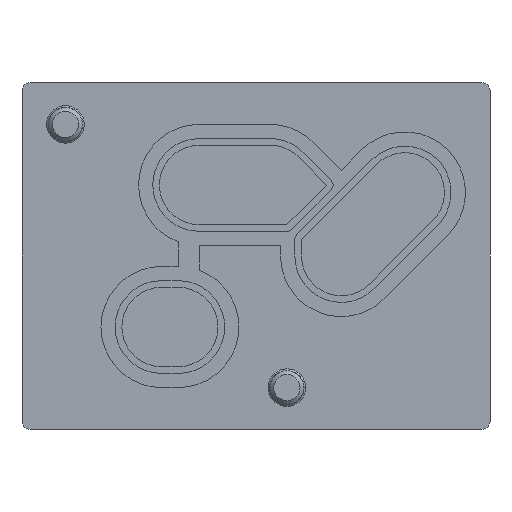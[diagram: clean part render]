
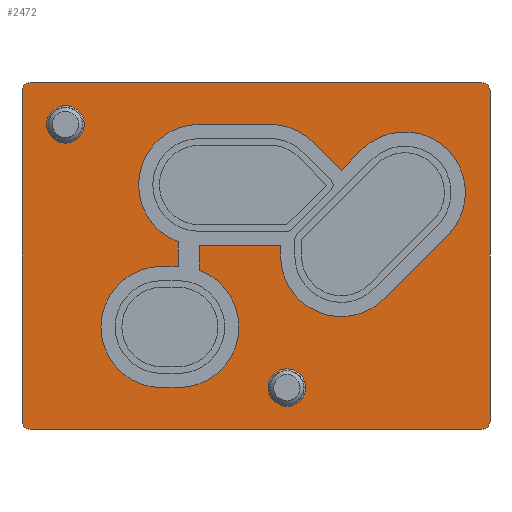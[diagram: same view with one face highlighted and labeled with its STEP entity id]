
A CAD part, front view. The second image highlights one B-rep face of the part: STEP entity #2472.
In plain terms, the highlighted face is planar.
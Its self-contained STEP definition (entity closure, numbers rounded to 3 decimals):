
#105=LINE('',#3690,#349);
#106=LINE('',#3694,#350);
#107=LINE('',#3698,#351);
#108=LINE('',#3702,#352);
#109=LINE('',#3703,#353);
#110=LINE('',#3708,#354);
#111=LINE('',#3710,#355);
#112=LINE('',#3714,#356);
#113=LINE('',#3718,#357);
#114=LINE('',#3720,#358);
#115=LINE('',#3722,#359);
#116=LINE('',#3726,#360);
#117=LINE('',#3730,#361);
#118=LINE('',#3732,#362);
#349=VECTOR('',#2925,1000.);
#350=VECTOR('',#2928,1000.);
#351=VECTOR('',#2931,1000.);
#352=VECTOR('',#2934,1000.);
#353=VECTOR('',#2935,1000.);
#354=VECTOR('',#2938,1000.);
#355=VECTOR('',#2939,1000.);
#356=VECTOR('',#2942,1000.);
#357=VECTOR('',#2945,1000.);
#358=VECTOR('',#2946,1000.);
#359=VECTOR('',#2947,1000.);
#360=VECTOR('',#2950,1000.);
#361=VECTOR('',#2953,1000.);
#362=VECTOR('',#2954,1000.);
#593=ORIENTED_EDGE('',*,*,#1315,.F.);
#594=ORIENTED_EDGE('',*,*,#1316,.F.);
#595=ORIENTED_EDGE('',*,*,#1317,.T.);
#596=ORIENTED_EDGE('',*,*,#1318,.T.);
#597=ORIENTED_EDGE('',*,*,#1319,.T.);
#598=ORIENTED_EDGE('',*,*,#1320,.T.);
#599=ORIENTED_EDGE('',*,*,#1321,.T.);
#600=ORIENTED_EDGE('',*,*,#1322,.T.);
#601=ORIENTED_EDGE('',*,*,#1323,.T.);
#602=ORIENTED_EDGE('',*,*,#1324,.T.);
#603=ORIENTED_EDGE('',*,*,#1325,.T.);
#604=ORIENTED_EDGE('',*,*,#1326,.T.);
#605=ORIENTED_EDGE('',*,*,#1327,.T.);
#606=ORIENTED_EDGE('',*,*,#1328,.T.);
#607=ORIENTED_EDGE('',*,*,#1329,.T.);
#608=ORIENTED_EDGE('',*,*,#1330,.T.);
#609=ORIENTED_EDGE('',*,*,#1331,.T.);
#610=ORIENTED_EDGE('',*,*,#1332,.T.);
#611=ORIENTED_EDGE('',*,*,#1333,.T.);
#612=ORIENTED_EDGE('',*,*,#1334,.T.);
#613=ORIENTED_EDGE('',*,*,#1335,.T.);
#614=ORIENTED_EDGE('',*,*,#1336,.T.);
#615=ORIENTED_EDGE('',*,*,#1337,.T.);
#616=ORIENTED_EDGE('',*,*,#1338,.T.);
#617=ORIENTED_EDGE('',*,*,#1339,.T.);
#618=ORIENTED_EDGE('',*,*,#1340,.T.);
#1315=EDGE_CURVE('',#1676,#1676,#1920,.T.);
#1316=EDGE_CURVE('',#1677,#1677,#1921,.T.);
#1317=EDGE_CURVE('',#1678,#1679,#1922,.T.);
#1318=EDGE_CURVE('',#1679,#1680,#105,.T.);
#1319=EDGE_CURVE('',#1680,#1681,#1923,.T.);
#1320=EDGE_CURVE('',#1681,#1682,#106,.T.);
#1321=EDGE_CURVE('',#1682,#1683,#1924,.T.);
#1322=EDGE_CURVE('',#1683,#1684,#107,.T.);
#1323=EDGE_CURVE('',#1684,#1685,#1925,.T.);
#1324=EDGE_CURVE('',#1685,#1678,#108,.T.);
#1325=EDGE_CURVE('',#1686,#1687,#109,.T.);
#1326=EDGE_CURVE('',#1687,#1688,#1926,.F.);
#1327=EDGE_CURVE('',#1688,#1689,#110,.T.);
#1328=EDGE_CURVE('',#1689,#1690,#111,.T.);
#1329=EDGE_CURVE('',#1690,#1691,#1927,.F.);
#1330=EDGE_CURVE('',#1691,#1692,#112,.T.);
#1331=EDGE_CURVE('',#1692,#1693,#1928,.F.);
#1332=EDGE_CURVE('',#1693,#1694,#113,.T.);
#1333=EDGE_CURVE('',#1694,#1695,#114,.T.);
#1334=EDGE_CURVE('',#1695,#1696,#115,.T.);
#1335=EDGE_CURVE('',#1696,#1697,#1929,.F.);
#1336=EDGE_CURVE('',#1697,#1698,#116,.T.);
#1337=EDGE_CURVE('',#1698,#1699,#1930,.F.);
#1338=EDGE_CURVE('',#1699,#1700,#117,.T.);
#1339=EDGE_CURVE('',#1700,#1701,#118,.T.);
#1340=EDGE_CURVE('',#1701,#1686,#1931,.F.);
#1676=VERTEX_POINT('',#3684);
#1677=VERTEX_POINT('',#3686);
#1678=VERTEX_POINT('',#3688);
#1679=VERTEX_POINT('',#3689);
#1680=VERTEX_POINT('',#3691);
#1681=VERTEX_POINT('',#3693);
#1682=VERTEX_POINT('',#3695);
#1683=VERTEX_POINT('',#3697);
#1684=VERTEX_POINT('',#3699);
#1685=VERTEX_POINT('',#3701);
#1686=VERTEX_POINT('',#3704);
#1687=VERTEX_POINT('',#3705);
#1688=VERTEX_POINT('',#3707);
#1689=VERTEX_POINT('',#3709);
#1690=VERTEX_POINT('',#3711);
#1691=VERTEX_POINT('',#3713);
#1692=VERTEX_POINT('',#3715);
#1693=VERTEX_POINT('',#3717);
#1694=VERTEX_POINT('',#3719);
#1695=VERTEX_POINT('',#3721);
#1696=VERTEX_POINT('',#3723);
#1697=VERTEX_POINT('',#3725);
#1698=VERTEX_POINT('',#3727);
#1699=VERTEX_POINT('',#3729);
#1700=VERTEX_POINT('',#3731);
#1701=VERTEX_POINT('',#3733);
#1920=CIRCLE('',#2656,2.25);
#1921=CIRCLE('',#2657,2.25);
#1922=CIRCLE('',#2658,1.);
#1923=CIRCLE('',#2659,1.);
#1924=CIRCLE('',#2660,1.);
#1925=CIRCLE('',#2661,1.);
#1926=CIRCLE('',#2662,7.25);
#1927=CIRCLE('',#2663,7.25);
#1928=CIRCLE('',#2664,7.25);
#1929=CIRCLE('',#2665,7.25);
#1930=CIRCLE('',#2666,7.25);
#1931=CIRCLE('',#2667,7.25);
#2031=EDGE_LOOP('',(#593));
#2032=EDGE_LOOP('',(#594));
#2033=EDGE_LOOP('',(#595,#596,#597,#598,#599,#600,#601,#602));
#2034=EDGE_LOOP('',(#603,#604,#605,#606,#607,#608,#609,#610,#611,#612,#613,
#614,#615,#616,#617,#618));
#2207=FACE_BOUND('',#2031,.T.);
#2208=FACE_BOUND('',#2032,.T.);
#2209=FACE_BOUND('',#2033,.T.);
#2210=FACE_BOUND('',#2034,.T.);
#2384=PLANE('',#2655);
#2472=ADVANCED_FACE('',(#2207,#2208,#2209,#2210),#2384,.T.);
#2655=AXIS2_PLACEMENT_3D('',#3682,#2917,#2918);
#2656=AXIS2_PLACEMENT_3D('',#3683,#2919,#2920);
#2657=AXIS2_PLACEMENT_3D('',#3685,#2921,#2922);
#2658=AXIS2_PLACEMENT_3D('',#3687,#2923,#2924);
#2659=AXIS2_PLACEMENT_3D('',#3692,#2926,#2927);
#2660=AXIS2_PLACEMENT_3D('',#3696,#2929,#2930);
#2661=AXIS2_PLACEMENT_3D('',#3700,#2932,#2933);
#2662=AXIS2_PLACEMENT_3D('',#3706,#2936,#2937);
#2663=AXIS2_PLACEMENT_3D('',#3712,#2940,#2941);
#2664=AXIS2_PLACEMENT_3D('',#3716,#2943,#2944);
#2665=AXIS2_PLACEMENT_3D('',#3724,#2948,#2949);
#2666=AXIS2_PLACEMENT_3D('',#3728,#2951,#2952);
#2667=AXIS2_PLACEMENT_3D('',#3734,#2955,#2956);
#2917=DIRECTION('',(0.,0.,1.));
#2918=DIRECTION('',(1.,0.,0.));
#2919=DIRECTION('',(0.,0.,1.));
#2920=DIRECTION('',(1.,0.,0.));
#2921=DIRECTION('',(0.,0.,1.));
#2922=DIRECTION('',(1.,0.,0.));
#2923=DIRECTION('',(0.,0.,1.));
#2924=DIRECTION('',(1.,0.,0.));
#2925=DIRECTION('',(0.,-1.,0.));
#2926=DIRECTION('',(0.,0.,1.));
#2927=DIRECTION('',(1.,0.,0.));
#2928=DIRECTION('',(1.,0.,0.));
#2929=DIRECTION('',(0.,0.,1.));
#2930=DIRECTION('',(1.,0.,0.));
#2931=DIRECTION('',(0.,1.,0.));
#2932=DIRECTION('',(0.,0.,1.));
#2933=DIRECTION('',(1.,0.,0.));
#2934=DIRECTION('',(-1.,0.,0.));
#2935=DIRECTION('',(0.,1.,0.));
#2936=DIRECTION('',(0.,0.,1.));
#2937=DIRECTION('',(1.,0.,0.));
#2938=DIRECTION('',(0.707,0.707,0.));
#2939=DIRECTION('',(-0.707,0.707,0.));
#2940=DIRECTION('',(0.,0.,1.));
#2941=DIRECTION('',(1.,0.,0.));
#2942=DIRECTION('',(0.707,-0.707,0.));
#2943=DIRECTION('',(0.,0.,1.));
#2944=DIRECTION('',(1.,0.,0.));
#2945=DIRECTION('',(-1.,0.,0.));
#2946=DIRECTION('',(0.,-1.,0.));
#2947=DIRECTION('',(1.,0.,0.));
#2948=DIRECTION('',(0.,0.,1.));
#2949=DIRECTION('',(1.,0.,0.));
#2950=DIRECTION('',(0.,-1.,0.));
#2951=DIRECTION('',(0.,0.,1.));
#2952=DIRECTION('',(1.,0.,0.));
#2953=DIRECTION('',(0.,1.,0.));
#2954=DIRECTION('',(-1.,0.,0.));
#2955=DIRECTION('',(0.,0.,1.));
#2956=DIRECTION('',(1.,0.,0.));
#3682=CARTESIAN_POINT('',(-19.75,49.8,0.));
#3683=CARTESIAN_POINT('',(15.75,26.5,0.));
#3684=CARTESIAN_POINT('',(18.,26.5,0.));
#3685=CARTESIAN_POINT('',(-15.75,0.,0.));
#3686=CARTESIAN_POINT('',(-13.5,0.,0.));
#3687=CARTESIAN_POINT('',(-19.75,49.8,0.));
#3688=CARTESIAN_POINT('',(-19.75,50.8,0.));
#3689=CARTESIAN_POINT('',(-20.75,49.8,0.));
#3690=CARTESIAN_POINT('',(-20.75,49.8,0.));
#3691=CARTESIAN_POINT('',(-20.75,-4.2,0.));
#3692=CARTESIAN_POINT('',(-19.75,-4.2,0.));
#3693=CARTESIAN_POINT('',(-19.75,-5.2,0.));
#3694=CARTESIAN_POINT('',(-19.75,-5.2,0.));
#3695=CARTESIAN_POINT('',(19.75,-5.2,0.));
#3696=CARTESIAN_POINT('',(19.75,-4.2,0.));
#3697=CARTESIAN_POINT('',(20.75,-4.2,0.));
#3698=CARTESIAN_POINT('',(20.75,-4.2,0.));
#3699=CARTESIAN_POINT('',(20.75,49.8,0.));
#3700=CARTESIAN_POINT('',(19.75,49.8,0.));
#3701=CARTESIAN_POINT('',(19.75,50.8,0.));
#3702=CARTESIAN_POINT('',(19.75,50.8,0.));
#3703=CARTESIAN_POINT('',(-15.75,49.8,0.));
#3704=CARTESIAN_POINT('',(-15.75,16.,0.));
#3705=CARTESIAN_POINT('',(-15.75,24.5,0.));
#3706=CARTESIAN_POINT('',(-8.5,24.5,0.));
#3707=CARTESIAN_POINT('',(-13.627,29.627,0.));
#3708=CARTESIAN_POINT('',(-6.602,36.652,0.));
#3709=CARTESIAN_POINT('',(-10.253,33.,0.));
#3710=CARTESIAN_POINT('',(-23.402,46.148,0.));
#3711=CARTESIAN_POINT('',(-12.727,35.473,0.));
#3712=CARTESIAN_POINT('',(-7.6,40.6,0.));
#3713=CARTESIAN_POINT('',(-2.473,45.727,0.));
#3714=CARTESIAN_POINT('',(-13.148,56.402,0.));
#3715=CARTESIAN_POINT('',(5.127,38.127,0.));
#3716=CARTESIAN_POINT('',(0.,33.,0.));
#3717=CARTESIAN_POINT('',(0.,25.75,0.));
#3718=CARTESIAN_POINT('',(-19.75,25.75,0.));
#3719=CARTESIAN_POINT('',(-1.25,25.75,0.));
#3720=CARTESIAN_POINT('',(-1.25,49.8,0.));
#3721=CARTESIAN_POINT('',(-1.25,16.,0.));
#3722=CARTESIAN_POINT('',(-19.75,16.,0.));
#3723=CARTESIAN_POINT('',(1.695,16.,0.));
#3724=CARTESIAN_POINT('',(8.5,13.5,0.));
#3725=CARTESIAN_POINT('',(15.75,13.5,0.));
#3726=CARTESIAN_POINT('',(15.75,49.8,0.));
#3727=CARTESIAN_POINT('',(15.75,11.5,0.));
#3728=CARTESIAN_POINT('',(8.5,11.5,0.));
#3729=CARTESIAN_POINT('',(1.25,11.5,0.));
#3730=CARTESIAN_POINT('',(1.25,49.8,0.));
#3731=CARTESIAN_POINT('',(1.25,13.5,0.));
#3732=CARTESIAN_POINT('',(-19.75,13.5,0.));
#3733=CARTESIAN_POINT('',(-1.695,13.5,0.));
#3734=CARTESIAN_POINT('',(-8.5,16.,0.));
